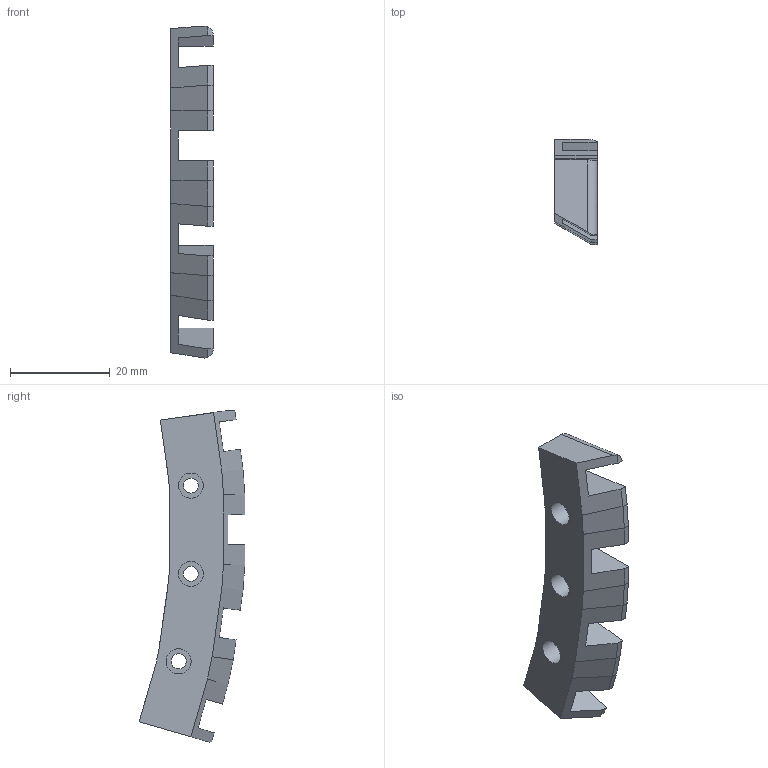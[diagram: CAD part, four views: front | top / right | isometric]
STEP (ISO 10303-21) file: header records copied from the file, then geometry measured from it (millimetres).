
FILE_DESCRIPTION(/* description */ (''),/* implementation_level */ '2;1');
FILE_NAME(/* name */ 'ca45678f-961c-4b70-b51f-fb472ffee962.stp',/* time_stamp */ '2019-03-12T20:55:23+01:00',/* author */ (''),/* organization */ (''),/* preprocessor_version */ 'ST-DEVELOPER v17.2',/* originating_system */ 'Autodesk Translation Framework v7.6.0.251',/* authorisation */ '');
FILE_SCHEMA (('AUTOMOTIVE_DESIGN { 1 0 10303 214 3 1 1 }'));
Length unit declared in the file: millimetre
Products named in the file (1): FingerMount
Bounding box: 8.5 x 21.1 x 66.41 mm (x, y, z)
Volume: 4397.3 mm3; surface area: 3654 mm2
Topology: 1 solids, 1 shells, 66 faces, 171 edges, 113 vertices
Faces by surface type: plane 55, cylinder 11
Full cylindrical faces by diameter (mm): 3 x3, 5 x6
Entity records: 2049 total; most frequent: CARTESIAN_POINT 351, ORIENTED_EDGE 342, DIRECTION 338, EDGE_CURVE 171, LINE 138, VECTOR 138, VERTEX_POINT 113, AXIS2_PLACEMENT_3D 100
